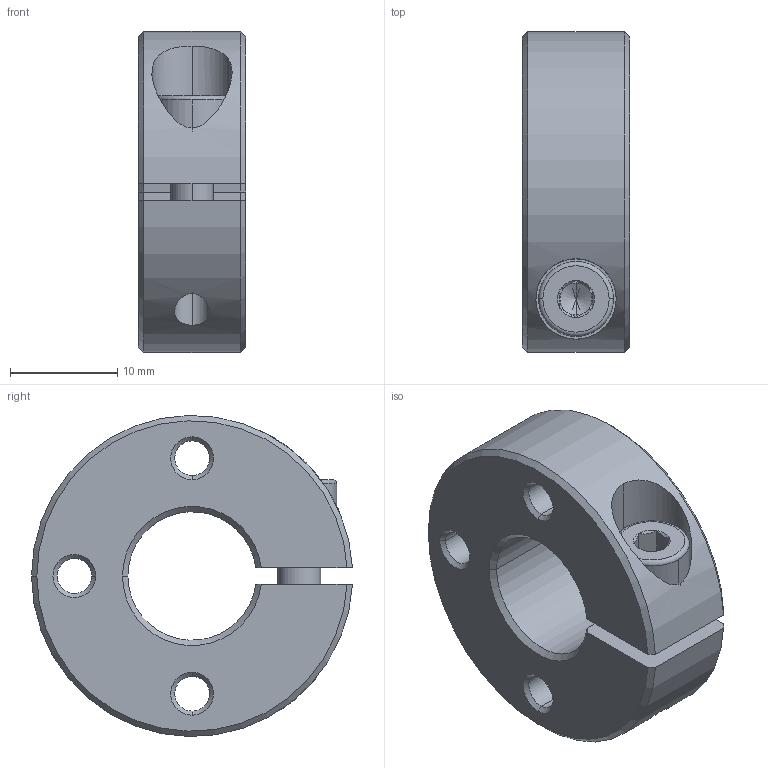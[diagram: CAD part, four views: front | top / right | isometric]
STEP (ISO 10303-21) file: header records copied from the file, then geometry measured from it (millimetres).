
FILE_DESCRIPTION( ( '' ), '1' );
FILE_NAME( 'scstr12_10_2_03.stp', '2011-09-25T00:36:47', ( '' ), ( '' ), ' ', ' ', ' ' );
FILE_SCHEMA( ( 'CONFIG_CONTROL_DESIGN' ) );
Length unit declared in the file: millimetre
Products named in the file (2): 1; 2
Bounding box: 10 x 29.98 x 29.99 mm (x, y, z)
Volume: 5385.7 mm3; surface area: 3354.4 mm2
Topology: 2 solids, 2 shells, 80 faces, 204 edges, 129 vertices
Faces by surface type: cone 34, cylinder 20, plane 20, torus 6
Entity records: 2624 total; most frequent: CARTESIAN_POINT 569, DIRECTION 440, ORIENTED_EDGE 404, EDGE_CURVE 202, AXIS2_PLACEMENT_3D 180, VERTEX_POINT 129, CIRCLE 98, EDGE_LOOP 93
